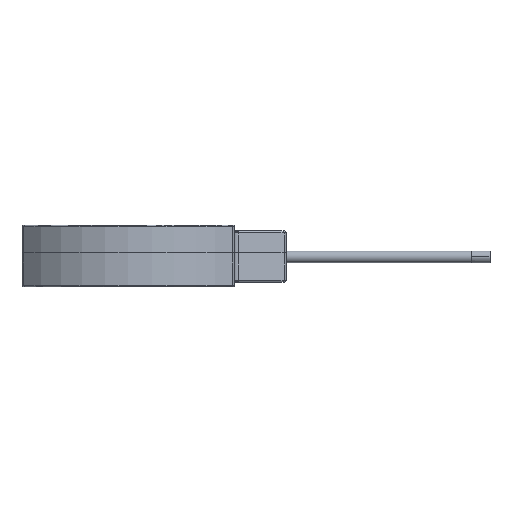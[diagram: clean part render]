
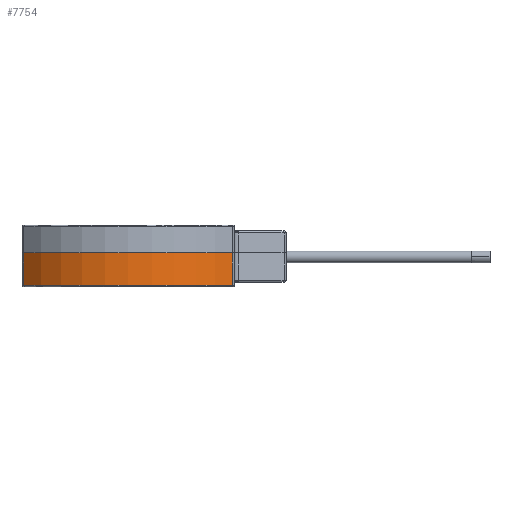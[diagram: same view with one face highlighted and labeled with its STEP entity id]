
A CAD part, left-side view. The second image highlights one B-rep face of the part: STEP entity #7754.
In plain terms, the highlighted cylindrical face has radius 19.05 mm (diameter 38.1 mm), a partial arc.
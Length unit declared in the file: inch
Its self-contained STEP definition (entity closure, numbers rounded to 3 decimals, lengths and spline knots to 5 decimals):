
#245=CYLINDRICAL_SURFACE('',#8539,0.75);
#781=LINE('',#15069,#1400);
#787=LINE('',#15087,#1406);
#1400=VECTOR('',#10150,0.17323);
#1406=VECTOR('',#10168,0.17323);
#2151=FACE_OUTER_BOUND('',#2629,.T.);
#2629=EDGE_LOOP('',(#6450,#6451,#6452,#6453));
#3081=CIRCLE('',#8513,0.75);
#3094=CIRCLE('',#8540,0.75);
#3640=VERTEX_POINT('',#14938);
#3646=VERTEX_POINT('',#14956);
#3656=VERTEX_POINT('',#15068);
#3662=VERTEX_POINT('',#15086);
#4619=EDGE_CURVE('',#3640,#3646,#3081,.T.);
#4629=EDGE_CURVE('',#3640,#3656,#781,.T.);
#4638=EDGE_CURVE('',#3662,#3646,#787,.T.);
#4649=EDGE_CURVE('',#3656,#3662,#3094,.T.);
#6450=ORIENTED_EDGE('',*,*,#4638,.T.);
#6451=ORIENTED_EDGE('',*,*,#4619,.F.);
#6452=ORIENTED_EDGE('',*,*,#4629,.T.);
#6453=ORIENTED_EDGE('',*,*,#4649,.T.);
#7754=ADVANCED_FACE('',(#2151),#245,.T.);
#8513=AXIS2_PLACEMENT_3D('',#14976,#10127,#10128);
#8539=AXIS2_PLACEMENT_3D('',#15107,#10192,#10193);
#8540=AXIS2_PLACEMENT_3D('',#15108,#10194,#10195);
#10127=DIRECTION('center_axis',(0.,0.,-1.));
#10128=DIRECTION('ref_axis',(-0.667,-0.745,0.));
#10150=DIRECTION('',(0.,0.,1.));
#10168=DIRECTION('',(0.,0.,-1.));
#10192=DIRECTION('center_axis',(0.,0.,1.));
#10193=DIRECTION('ref_axis',(-1.,0.,0.));
#10194=DIRECTION('center_axis',(0.,0.,-1.));
#10195=DIRECTION('ref_axis',(1.,0.,0.));
#14938=CARTESIAN_POINT('',(-0.50361,-0.55577,-0.15354));
#14956=CARTESIAN_POINT('',(-0.50361,0.55577,-0.15354));
#14976=CARTESIAN_POINT('Origin',(0.,0.,-0.15354));
#15068=CARTESIAN_POINT('',(-0.50361,-0.55577,0.01969));
#15069=CARTESIAN_POINT('',(-0.50361,-0.55577,-0.15354));
#15086=CARTESIAN_POINT('',(-0.50361,0.55577,0.01969));
#15087=CARTESIAN_POINT('',(-0.50361,0.55577,0.01969));
#15107=CARTESIAN_POINT('Origin',(0.,0.,-0.16142));
#15108=CARTESIAN_POINT('Origin',(0.,0.,0.01969));
